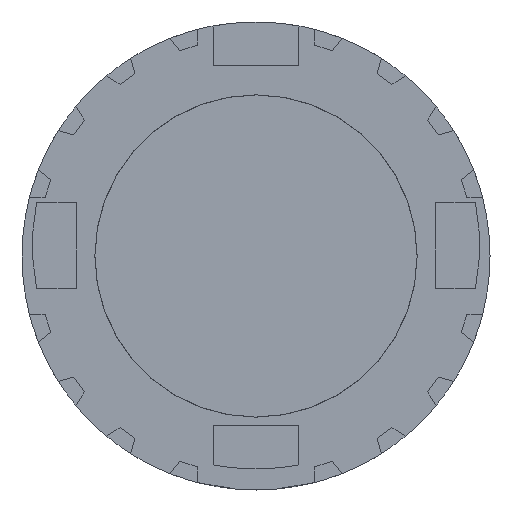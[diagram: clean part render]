
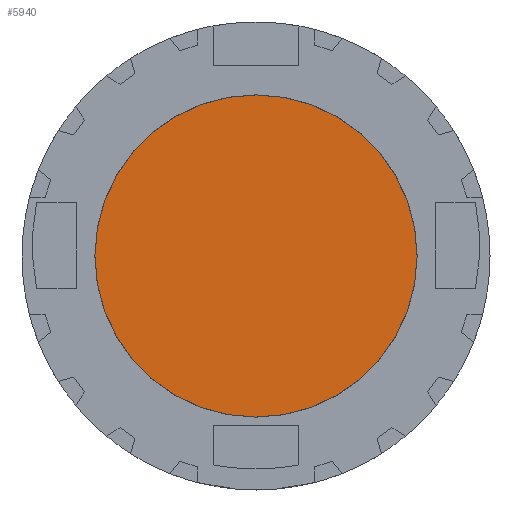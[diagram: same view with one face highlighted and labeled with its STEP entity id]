
A CAD part, front view. The second image highlights one B-rep face of the part: STEP entity #5940.
In plain terms, the highlighted planar face has unit normal (0, -1, 0).
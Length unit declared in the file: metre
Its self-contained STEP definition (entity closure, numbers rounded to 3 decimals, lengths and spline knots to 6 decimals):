
#5659=CARTESIAN_POINT('',(0.002734,-0.015275,0.));
#5660=DIRECTION('',(0.,-1.,0.));
#5661=DIRECTION('',(0.,0.,-1.));
#5662=AXIS2_PLACEMENT_3D('',#5659,#5660,#5661);
#5667=CARTESIAN_POINT('',(0.002734,-0.015275,0.));
#5668=DIRECTION('',(0.,-1.,0.));
#5669=DIRECTION('',(0.,0.,1.));
#5670=AXIS2_PLACEMENT_3D('',#5667,#5668,#5669);
#5906=CARTESIAN_POINT('',(0.002734,-0.015275,0.0105));
#5908=VERTEX_POINT('',#5906);
#5910=CARTESIAN_POINT('',(0.002734,-0.015275,-0.0105));
#5912=VERTEX_POINT('',#5910);
#5929=CARTESIAN_POINT('',(0.002734,-0.015275,0.));
#5930=DIRECTION('',(0.,1.,0.));
#5931=DIRECTION('',(0.,0.,1.));
#5932=AXIS2_PLACEMENT_3D('',#5929,#5930,#5931);
#5933=PLANE('',#5932);
#5935=ORIENTED_EDGE('',*,*,#5934,.F.);
#5937=ORIENTED_EDGE('',*,*,#5936,.F.);
#5938=EDGE_LOOP('',(#5935,#5937));
#5939=FACE_OUTER_BOUND('',#5938,.F.);
#5663=CIRCLE('',#5662,0.0105);
#5671=CIRCLE('',#5670,0.0105);
#5934=EDGE_CURVE('',#5912,#5908,#5663,.T.);
#5936=EDGE_CURVE('',#5908,#5912,#5671,.T.);
#5940=ADVANCED_FACE('',(#5939),#5933,.F.);
